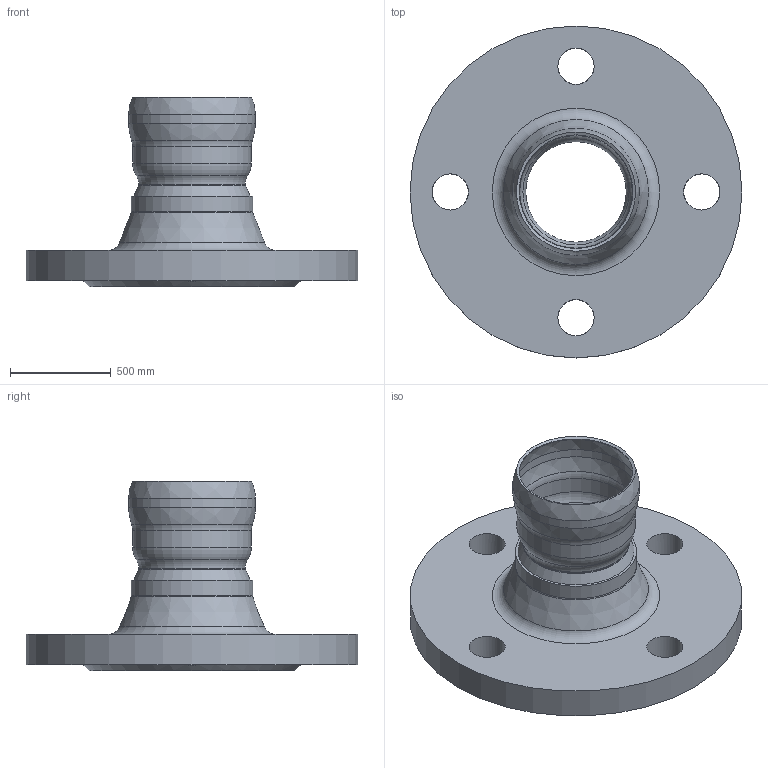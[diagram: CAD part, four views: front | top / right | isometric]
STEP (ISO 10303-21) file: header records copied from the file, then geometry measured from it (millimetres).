
FILE_DESCRIPTION(/* description */ (''),/* implementation_level */ '2;1');
FILE_NAME(/* name */ '82511.050C_3D.stp',/* time_stamp */ '2024-12-11T08:39:28+01:00',/* author */ ('CAD'),/* organization */ (''),/* preprocessor_version */ 'ST-DEVELOPER v20',/* originating_system */ 'AutoCAD Mechanical',/* authorisation */ '');
FILE_SCHEMA (('AUTOMOTIVE_DESIGN { 1 0 10303 214 3 1 1 }'));
Length unit declared in the file: centimetre
Products named in the file (2): Product; *S0
Assembly tree (1 placements, depth 2):
  Product
    *S0
Bounding box: 1650 x 1650 x 940 mm (x, y, z)
Volume: 332258233.1 mm3; surface area: 7818412.3 mm2
Topology: 2 solids, 2 shells, 37 faces, 105 edges, 69 vertices
Faces by surface type: cylinder 12, torus 10, cone 6, plane 5, bspline 4
Full cylindrical faces by diameter (mm): 180 x4, 530.007 x1, 545 x1, 560.007 x1, 590.007 x1, 600.007 x1, 603 x1, 630.007 x1, 1650 x1
Entity records: 1448 total; most frequent: CARTESIAN_POINT 374, DIRECTION 248, ORIENTED_EDGE 210, AXIS2_PLACEMENT_3D 115, EDGE_CURVE 105, CIRCLE 79, VERTEX_POINT 69, EDGE_LOOP 46
